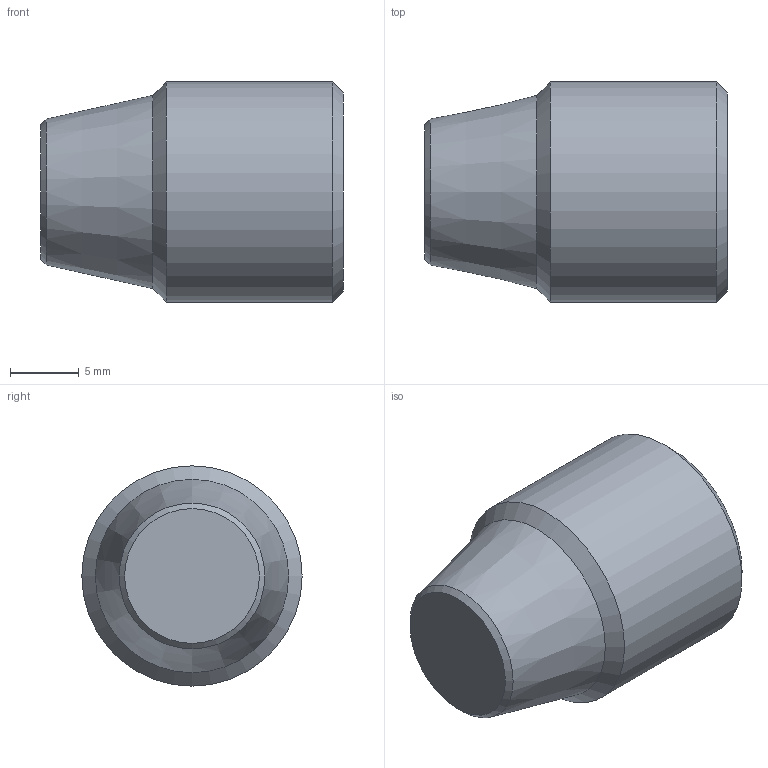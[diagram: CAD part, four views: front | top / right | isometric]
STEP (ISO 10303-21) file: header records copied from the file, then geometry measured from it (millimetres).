
FILE_DESCRIPTION (( 'STEP AP214' ), '1' );
FILE_NAME ('800.000.720.STEP', '2022-05-19T09:33:05', ( '' ), ( '' ), 'SwSTEP 2.0', 'SolidWorks 2017', '' );
FILE_SCHEMA (( 'AUTOMOTIVE_DESIGN' ));
Length unit declared in the file: millimetre
Products named in the file (1): 800.000.720
Bounding box: 22 x 16 x 16 mm (x, y, z)
Volume: 3128.2 mm3; surface area: 1558.7 mm2
Topology: 1 solids, 1 shells, 22 faces, 48 edges, 28 vertices
Faces by surface type: plane 14, cone 6, cylinder 2
Full cylindrical faces by diameter (mm): 8 x1, 16 x1
Entity records: 635 total; most frequent: CARTESIAN_POINT 157, DIRECTION 92, ORIENTED_EDGE 76, EDGE_CURVE 38, AXIS2_PLACEMENT_3D 37, EDGE_LOOP 30, VERTEX_POINT 26, FACE_OUTER_BOUND 24
